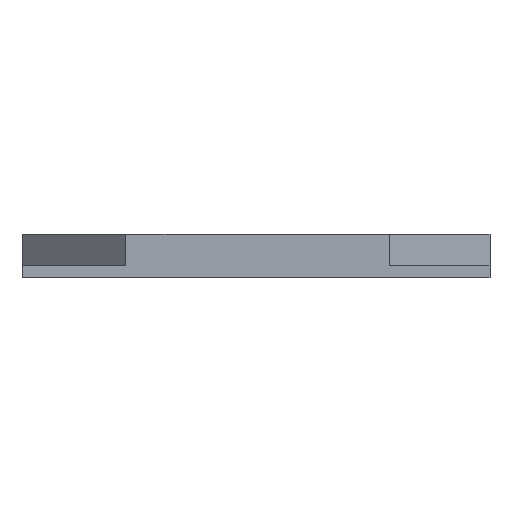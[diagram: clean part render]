
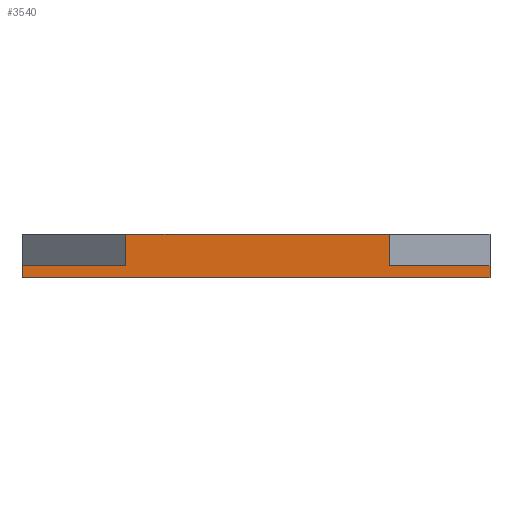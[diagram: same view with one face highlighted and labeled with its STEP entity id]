
A CAD part, front view. The second image highlights one B-rep face of the part: STEP entity #3540.
In plain terms, the highlighted planar face has unit normal (0, -1, 0).
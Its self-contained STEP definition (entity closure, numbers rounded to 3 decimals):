
#264=FACE_OUTER_BOUND('',#494,.T.);
#494=EDGE_LOOP('',(#3159,#3160,#3161,#3162,#3163,#3164,#3165,#3166));
#527=LINE('',#4702,#991);
#706=LINE('',#5061,#1170);
#911=LINE('',#5498,#1375);
#915=LINE('',#5506,#1379);
#919=LINE('',#5514,#1383);
#938=LINE('',#5550,#1402);
#953=LINE('',#5598,#1417);
#958=LINE('',#5612,#1422);
#991=VECTOR('',#3816,10.);
#1170=VECTOR('',#4029,10.);
#1375=VECTOR('',#4476,10.);
#1379=VECTOR('',#4484,10.);
#1383=VECTOR('',#4490,10.);
#1402=VECTOR('',#4533,10.);
#1417=VECTOR('',#4606,10.);
#1422=VECTOR('',#4627,10.);
#1448=VERTEX_POINT('',#4700);
#1449=VERTEX_POINT('',#4701);
#1611=VERTEX_POINT('',#5058);
#1612=VERTEX_POINT('',#5060);
#1722=VERTEX_POINT('',#5495);
#1725=VERTEX_POINT('',#5505);
#1726=VERTEX_POINT('',#5509);
#1728=VERTEX_POINT('',#5512);
#1771=EDGE_CURVE('',#1448,#1449,#527,.T.);
#1952=EDGE_CURVE('',#1611,#1612,#706,.T.);
#2167=EDGE_CURVE('',#1722,#1448,#911,.T.);
#2171=EDGE_CURVE('',#1725,#1722,#915,.T.);
#2175=EDGE_CURVE('',#1728,#1726,#919,.T.);
#2194=EDGE_CURVE('',#1611,#1726,#938,.T.);
#2209=EDGE_CURVE('',#1728,#1449,#953,.T.);
#2214=EDGE_CURVE('',#1612,#1725,#958,.T.);
#3159=ORIENTED_EDGE('',*,*,#1952,.F.);
#3160=ORIENTED_EDGE('',*,*,#2194,.T.);
#3161=ORIENTED_EDGE('',*,*,#2175,.F.);
#3162=ORIENTED_EDGE('',*,*,#2209,.T.);
#3163=ORIENTED_EDGE('',*,*,#1771,.F.);
#3164=ORIENTED_EDGE('',*,*,#2167,.F.);
#3165=ORIENTED_EDGE('',*,*,#2171,.F.);
#3166=ORIENTED_EDGE('',*,*,#2214,.F.);
#3349=PLANE('',#3757);
#3540=ADVANCED_FACE('',(#264),#3349,.T.);
#3757=AXIS2_PLACEMENT_3D('',#5613,#4628,#4629);
#3816=DIRECTION('',(1.,0.,0.));
#4029=DIRECTION('',(-1.,0.,0.));
#4476=DIRECTION('',(0.,0.,1.));
#4484=DIRECTION('',(1.,0.,0.));
#4490=DIRECTION('',(1.,0.,0.));
#4533=DIRECTION('',(0.,0.,1.));
#4606=DIRECTION('',(0.,0.,1.));
#4627=DIRECTION('',(0.,0.,1.));
#4628=DIRECTION('center_axis',(0.,-1.,0.));
#4629=DIRECTION('ref_axis',(-1.,0.,0.));
#4700=CARTESIAN_POINT('',(-27.,-47.5,7.5));
#4701=CARTESIAN_POINT('',(27.,-47.5,7.5));
#4702=CARTESIAN_POINT('',(-27.,-47.5,7.5));
#5058=CARTESIAN_POINT('',(47.5,-47.5,-1.5));
#5060=CARTESIAN_POINT('',(-48.25,-47.5,-1.5));
#5061=CARTESIAN_POINT('',(47.5,-47.5,-1.5));
#5495=CARTESIAN_POINT('',(-27.,-47.5,1.));
#5498=CARTESIAN_POINT('',(-27.,-47.5,0.));
#5505=CARTESIAN_POINT('',(-48.25,-47.5,1.));
#5506=CARTESIAN_POINT('',(47.5,-47.5,1.));
#5509=CARTESIAN_POINT('',(47.5,-47.5,1.));
#5512=CARTESIAN_POINT('',(27.,-47.5,1.));
#5514=CARTESIAN_POINT('',(47.5,-47.5,1.));
#5550=CARTESIAN_POINT('',(47.5,-47.5,0.));
#5598=CARTESIAN_POINT('',(27.,-47.5,0.));
#5612=CARTESIAN_POINT('',(-48.25,-47.5,0.));
#5613=CARTESIAN_POINT('Origin',(47.5,-47.5,0.));
